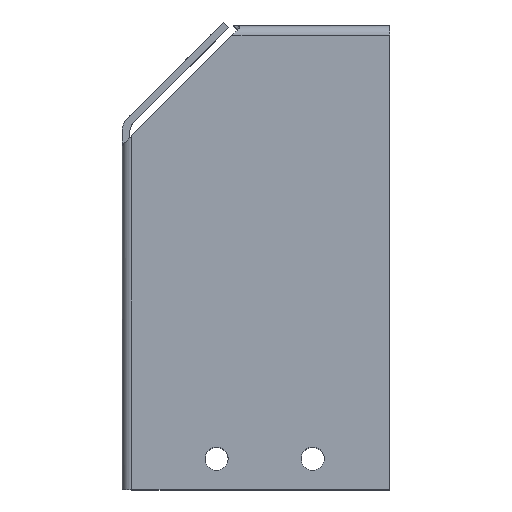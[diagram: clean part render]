
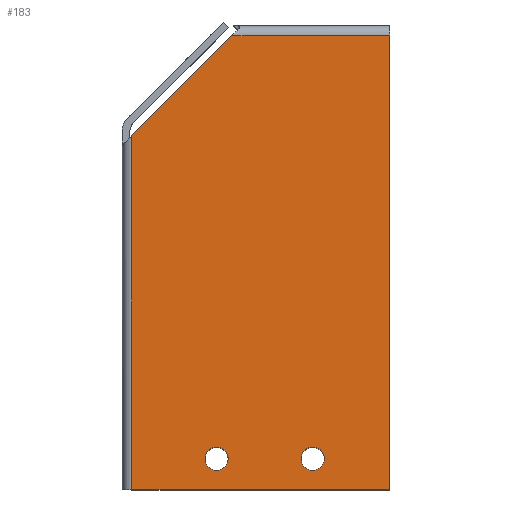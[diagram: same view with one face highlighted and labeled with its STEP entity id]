
A CAD part, top view. The second image highlights one B-rep face of the part: STEP entity #183.
In plain terms, the highlighted planar face has unit normal (0, 0, 1).
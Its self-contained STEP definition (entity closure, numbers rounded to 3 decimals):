
#183=ADVANCED_FACE('',(#480,#481,#482),#236,.F.);
#236=PLANE('',#1105);
#286=LINE('',#1482,#388);
#287=LINE('',#1485,#389);
#288=LINE('',#1487,#390);
#289=LINE('',#1489,#391);
#290=LINE('',#1491,#392);
#388=VECTOR('',#1211,1.);
#389=VECTOR('',#1212,1.);
#390=VECTOR('',#1213,1.);
#391=VECTOR('',#1214,1.);
#392=VECTOR('',#1215,1.);
#480=FACE_BOUND('',#500,.T.);
#481=FACE_BOUND('',#501,.T.);
#482=FACE_BOUND('',#502,.T.);
#500=EDGE_LOOP('',(#581));
#501=EDGE_LOOP('',(#582,#583,#584,#585,#586));
#502=EDGE_LOOP('',(#587));
#581=ORIENTED_EDGE('',*,*,#957,.F.);
#582=ORIENTED_EDGE('',*,*,#958,.F.);
#583=ORIENTED_EDGE('',*,*,#959,.F.);
#584=ORIENTED_EDGE('',*,*,#960,.F.);
#585=ORIENTED_EDGE('',*,*,#961,.T.);
#586=ORIENTED_EDGE('',*,*,#962,.F.);
#587=ORIENTED_EDGE('',*,*,#963,.F.);
#863=VERTEX_POINT('',#1481);
#864=VERTEX_POINT('',#1483);
#865=VERTEX_POINT('',#1484);
#866=VERTEX_POINT('',#1486);
#867=VERTEX_POINT('',#1488);
#868=VERTEX_POINT('',#1490);
#869=VERTEX_POINT('',#1493);
#957=EDGE_CURVE('',#863,#863,#1079,.T.);
#958=EDGE_CURVE('',#864,#865,#286,.T.);
#959=EDGE_CURVE('',#866,#864,#287,.T.);
#960=EDGE_CURVE('',#867,#866,#288,.T.);
#961=EDGE_CURVE('',#867,#868,#289,.T.);
#962=EDGE_CURVE('',#865,#868,#290,.T.);
#963=EDGE_CURVE('',#869,#869,#1080,.T.);
#1079=CIRCLE('',#1103,3.);
#1080=CIRCLE('',#1104,3.);
#1103=AXIS2_PLACEMENT_3D('',#1480,#1209,#1210);
#1104=AXIS2_PLACEMENT_3D('',#1492,#1216,#1217);
#1105=AXIS2_PLACEMENT_3D('',#1494,#1218,#1219);
#1209=DIRECTION('',(0.,0.,1.));
#1210=DIRECTION('',(-1.,0.,0.));
#1211=DIRECTION('',(0.707,0.707,0.));
#1212=DIRECTION('',(0.,1.,0.));
#1213=DIRECTION('',(-1.,0.,0.));
#1214=DIRECTION('',(0.,1.,0.));
#1215=DIRECTION('',(1.,0.,0.));
#1216=DIRECTION('',(0.,0.,1.));
#1217=DIRECTION('',(-1.,0.,0.));
#1218=DIRECTION('',(0.,0.,-1.));
#1219=DIRECTION('',(-1.,0.,0.));
#1480=CARTESIAN_POINT('',(6152.421,2713.21,0.));
#1481=CARTESIAN_POINT('',(6149.421,2713.21,0.));
#1482=CARTESIAN_POINT('',(6092.921,2784.71,0.));
#1483=CARTESIAN_POINT('',(6105.421,2797.21,0.));
#1484=CARTESIAN_POINT('',(6131.421,2823.21,0.));
#1485=CARTESIAN_POINT('',(6105.421,2705.21,0.));
#1486=CARTESIAN_POINT('',(6105.421,2705.21,0.));
#1487=CARTESIAN_POINT('',(6172.421,2705.21,0.));
#1488=CARTESIAN_POINT('',(6172.421,2705.21,0.));
#1489=CARTESIAN_POINT('',(6172.421,2705.21,0.));
#1490=CARTESIAN_POINT('',(6172.421,2823.21,0.));
#1491=CARTESIAN_POINT('',(6131.421,2823.21,0.));
#1492=CARTESIAN_POINT('',(6127.421,2713.21,0.));
#1493=CARTESIAN_POINT('',(6124.421,2713.21,0.));
#1494=CARTESIAN_POINT('',(6172.421,2705.21,0.));
